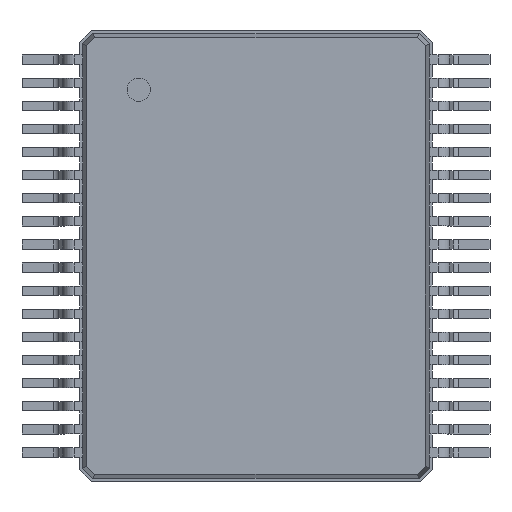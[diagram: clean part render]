
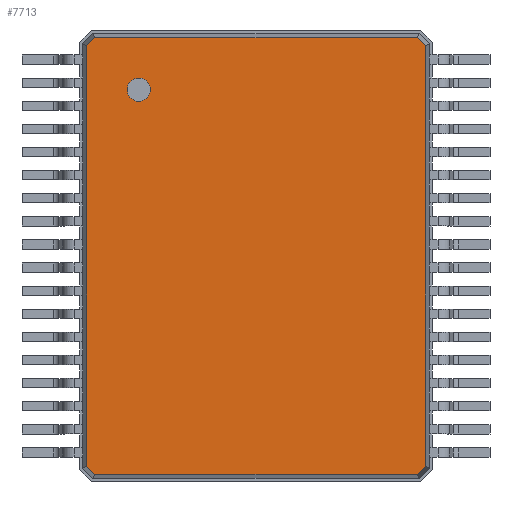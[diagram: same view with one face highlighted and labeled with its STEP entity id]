
A CAD part, top view. The second image highlights one B-rep face of the part: STEP entity #7713.
In plain terms, the highlighted planar face has unit normal (0, 0, 1).
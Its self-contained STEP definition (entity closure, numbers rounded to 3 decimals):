
#13=DIRECTION('',(0.,0.,1.));
#27=VECTOR('',#28,1.);
#28=DIRECTION('',(1.,0.,0.));
#51=VECTOR('',#52,1.);
#52=DIRECTION('',(0.707,-0.707,0.));
#58=VECTOR('',#59,1.);
#59=DIRECTION('',(0.,-1.,0.));
#65=VECTOR('',#66,1.);
#66=DIRECTION('',(-0.707,-0.707,0.));
#72=VECTOR('',#73,1.);
#73=DIRECTION('',(-1.,0.,0.));
#79=VECTOR('',#80,1.);
#80=DIRECTION('',(-0.707,0.707,0.));
#86=VECTOR('',#87,1.);
#87=DIRECTION('',(0.,1.,0.));
#91=VECTOR('',#92,1.);
#92=DIRECTION('',(0.707,0.707,0.));
#2220=VERTEX_POINT('',#2221);
#2221=CARTESIAN_POINT('',(-2.929,3.639,1.2));
#2223=ORIENTED_EDGE('',*,*,#2224,.F.);
#2224=EDGE_CURVE('',#2225,#2220,#2227,.T.);
#2225=VERTEX_POINT('',#2226);
#2226=CARTESIAN_POINT('',(-2.929,-3.639,1.2));
#2227=LINE('',#2226,#86);
#2238=VERTEX_POINT('',#2239);
#2239=CARTESIAN_POINT('',(-2.789,3.779,1.2));
#2241=ORIENTED_EDGE('',*,*,#2242,.F.);
#2242=EDGE_CURVE('',#2220,#2238,#2243,.T.);
#2243=LINE('',#2221,#91);
#2252=VERTEX_POINT('',#2253);
#2253=CARTESIAN_POINT('',(2.789,3.779,1.2));
#2255=ORIENTED_EDGE('',*,*,#2256,.F.);
#2256=EDGE_CURVE('',#2238,#2252,#2257,.T.);
#2257=LINE('',#2239,#27);
#2266=VERTEX_POINT('',#2267);
#2267=CARTESIAN_POINT('',(2.929,3.639,1.2));
#2269=ORIENTED_EDGE('',*,*,#2270,.F.);
#2270=EDGE_CURVE('',#2252,#2266,#2271,.T.);
#2271=LINE('',#2253,#51);
#2424=VERTEX_POINT('',#2425);
#2425=CARTESIAN_POINT('',(2.929,-3.639,1.2));
#2427=ORIENTED_EDGE('',*,*,#2428,.F.);
#2428=EDGE_CURVE('',#2266,#2424,#2429,.T.);
#2429=LINE('',#2267,#58);
#7713=ADVANCED_FACE('',(#7714,#7729),#7739,.T.);
#7714=FACE_BOUND('',#7715,.T.);
#7715=EDGE_LOOP('',(#2255,#2241,#2223,#7716,#7721,#7726,#2427,#2269));
#7716=ORIENTED_EDGE('',*,*,#7717,.F.);
#7717=EDGE_CURVE('',#7718,#2225,#7720,.T.);
#7718=VERTEX_POINT('',#7719);
#7719=CARTESIAN_POINT('',(-2.789,-3.779,1.2));
#7720=LINE('',#7719,#79);
#7721=ORIENTED_EDGE('',*,*,#7722,.F.);
#7722=EDGE_CURVE('',#7723,#7718,#7725,.T.);
#7723=VERTEX_POINT('',#7724);
#7724=CARTESIAN_POINT('',(2.789,-3.779,1.2));
#7725=LINE('',#7724,#72);
#7726=ORIENTED_EDGE('',*,*,#7727,.F.);
#7727=EDGE_CURVE('',#2424,#7723,#7728,.T.);
#7728=LINE('',#2425,#65);
#7729=FACE_BOUND('',#7730,.T.);
#7730=EDGE_LOOP('',(#7731));
#7731=ORIENTED_EDGE('',*,*,#7732,.T.);
#7732=EDGE_CURVE('',#7733,#7733,#7735,.T.);
#7733=VERTEX_POINT('',#7734);
#7734=CARTESIAN_POINT('',(-2.029,2.679,1.2));
#7735=CIRCLE('',#7736,0.2);
#7736=AXIS2_PLACEMENT_3D('',#7737,#7738,#59);
#7737=CARTESIAN_POINT('',(-2.029,2.879,1.2));
#7738=DIRECTION('',(0.,-0.,-1.));
#7739=PLANE('',#7740);
#7740=AXIS2_PLACEMENT_3D('',#2239,#13,#7741);
#7741=DIRECTION('',(0.594,-0.805,0.));
